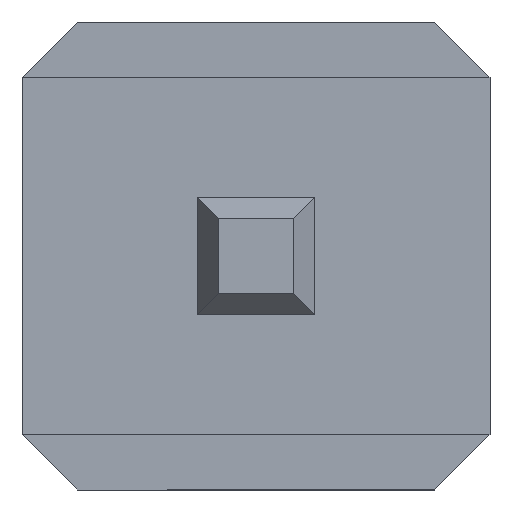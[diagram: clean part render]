
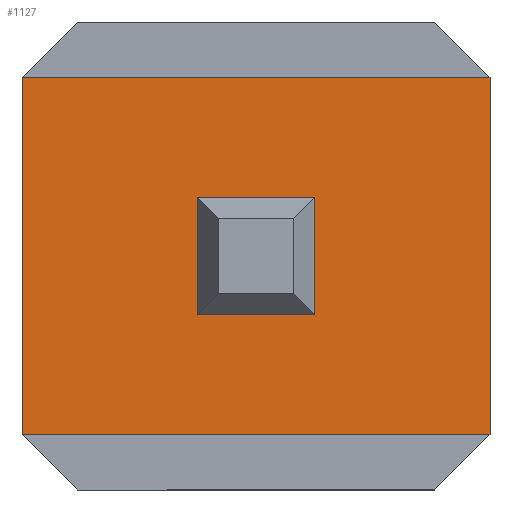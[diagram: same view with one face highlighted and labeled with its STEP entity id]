
A CAD part, front view. The second image highlights one B-rep face of the part: STEP entity #1127.
In plain terms, the highlighted planar face has unit normal (0, -1, 0).
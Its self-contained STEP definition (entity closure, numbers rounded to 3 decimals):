
#15 = VERTEX_POINT ( 'NONE', #720 ) ;
#17 = CARTESIAN_POINT ( 'NONE',  ( -0.32, 0.34, 0.32 ) ) ;
#27 = CARTESIAN_POINT ( 'NONE',  ( -1.27, 0.34, -1.27 ) ) ;
#44 = VECTOR ( 'NONE', #385, 1000. ) ;
#53 = LINE ( 'NONE', #735, #1113 ) ;
#70 = VERTEX_POINT ( 'NONE', #604 ) ;
#101 = LINE ( 'NONE', #17, #431 ) ;
#126 = DIRECTION ( 'NONE',  ( 0., 0., -1. ) ) ;
#169 = CARTESIAN_POINT ( 'NONE',  ( 1.271, 0.34, -0.97 ) ) ;
#175 = DIRECTION ( 'NONE',  ( 0., 0., -1. ) ) ;
#241 = VERTEX_POINT ( 'NONE', #319 ) ;
#281 = VECTOR ( 'NONE', #126, 1000. ) ;
#288 = DIRECTION ( 'NONE',  ( -1., 0., 0. ) ) ;
#302 = ORIENTED_EDGE ( 'NONE', *, *, #1091, .T. ) ;
#319 = CARTESIAN_POINT ( 'NONE',  ( -0.32, 0.34, 0.32 ) ) ;
#343 = DIRECTION ( 'NONE',  ( 1., 0., 0. ) ) ;
#363 = DIRECTION ( 'NONE',  ( 0., 0., -1. ) ) ;
#384 = DIRECTION ( 'NONE',  ( 1., 0., 0. ) ) ;
#385 = DIRECTION ( 'NONE',  ( 0., 0., 1. ) ) ;
#388 = VECTOR ( 'NONE', #343, 1000. ) ;
#423 = LINE ( 'NONE', #169, #388 ) ;
#431 = VECTOR ( 'NONE', #384, 1000. ) ;
#448 = EDGE_CURVE ( 'NONE', #915, #241, #527, .T. ) ;
#462 = EDGE_CURVE ( 'NONE', #1053, #15, #423, .T. ) ;
#465 = ORIENTED_EDGE ( 'NONE', *, *, #462, .T. ) ;
#468 = CARTESIAN_POINT ( 'NONE',  ( 1.27, 0.34, -1.27 ) ) ;
#524 = VERTEX_POINT ( 'NONE', #680 ) ;
#527 = LINE ( 'NONE', #585, #722 ) ;
#540 = VECTOR ( 'NONE', #175, 1000. ) ;
#542 = AXIS2_PLACEMENT_3D ( 'NONE', #1175, #719, #363 ) ;
#545 = ORIENTED_EDGE ( 'NONE', *, *, #448, .T. ) ;
#585 = CARTESIAN_POINT ( 'NONE',  ( -0.32, 0.34, 0.97 ) ) ;
#604 = CARTESIAN_POINT ( 'NONE',  ( 0.32, 0.34, 0.32 ) ) ;
#610 = DIRECTION ( 'NONE',  ( 0., 0., 1. ) ) ;
#619 = CARTESIAN_POINT ( 'NONE',  ( 0.32, 0.34, -0.32 ) ) ;
#623 = ORIENTED_EDGE ( 'NONE', *, *, #1080, .T. ) ;
#643 = DIRECTION ( 'NONE',  ( -1., 0., 0. ) ) ;
#652 = CARTESIAN_POINT ( 'NONE',  ( 0.32, 0.34, -0.32 ) ) ;
#658 = ORIENTED_EDGE ( 'NONE', *, *, #739, .T. ) ;
#680 = CARTESIAN_POINT ( 'NONE',  ( -1.27, 0.34, 0.97 ) ) ;
#711 = LINE ( 'NONE', #652, #540 ) ;
#719 = DIRECTION ( 'NONE',  ( 0., -1., 0. ) ) ;
#720 = CARTESIAN_POINT ( 'NONE',  ( 1.27, 0.34, -0.97 ) ) ;
#722 = VECTOR ( 'NONE', #610, 1000. ) ;
#723 = PLANE ( 'NONE',  #542 ) ;
#735 = CARTESIAN_POINT ( 'NONE',  ( 1.271, 0.34, 0.97 ) ) ;
#739 = EDGE_CURVE ( 'NONE', #524, #1053, #834, .T. ) ;
#764 = EDGE_LOOP ( 'NONE', ( #302, #545, #794, #1017 ) ) ;
#794 = ORIENTED_EDGE ( 'NONE', *, *, #1168, .T. ) ;
#796 = CARTESIAN_POINT ( 'NONE',  ( 1.27, 0.34, 0.97 ) ) ;
#811 = FACE_BOUND ( 'NONE', #764, .T. ) ;
#816 = LINE ( 'NONE', #1085, #864 ) ;
#831 = CARTESIAN_POINT ( 'NONE',  ( -0.32, 0.34, -0.32 ) ) ;
#834 = LINE ( 'NONE', #27, #281 ) ;
#839 = EDGE_LOOP ( 'NONE', ( #465, #931, #623, #658 ) ) ;
#864 = VECTOR ( 'NONE', #643, 1000. ) ;
#904 = EDGE_CURVE ( 'NONE', #15, #944, #984, .T. ) ;
#908 = FACE_OUTER_BOUND ( 'NONE', #839, .T. ) ;
#915 = VERTEX_POINT ( 'NONE', #831 ) ;
#929 = EDGE_CURVE ( 'NONE', #70, #1023, #711, .T. ) ;
#931 = ORIENTED_EDGE ( 'NONE', *, *, #904, .T. ) ;
#944 = VERTEX_POINT ( 'NONE', #796 ) ;
#964 = CARTESIAN_POINT ( 'NONE',  ( -1.27, 0.34, -0.97 ) ) ;
#984 = LINE ( 'NONE', #468, #44 ) ;
#1017 = ORIENTED_EDGE ( 'NONE', *, *, #929, .T. ) ;
#1023 = VERTEX_POINT ( 'NONE', #619 ) ;
#1053 = VERTEX_POINT ( 'NONE', #964 ) ;
#1080 = EDGE_CURVE ( 'NONE', #944, #524, #53, .T. ) ;
#1085 = CARTESIAN_POINT ( 'NONE',  ( -0.32, 0.34, -0.32 ) ) ;
#1091 = EDGE_CURVE ( 'NONE', #1023, #915, #816, .T. ) ;
#1113 = VECTOR ( 'NONE', #288, 1000. ) ;
#1127 = ADVANCED_FACE ( 'NONE', ( #811, #908 ), #723, .T. ) ;
#1168 = EDGE_CURVE ( 'NONE', #241, #70, #101, .T. ) ;
#1175 = CARTESIAN_POINT ( 'NONE',  ( 1.271, 0.34, 0.97 ) ) ;
